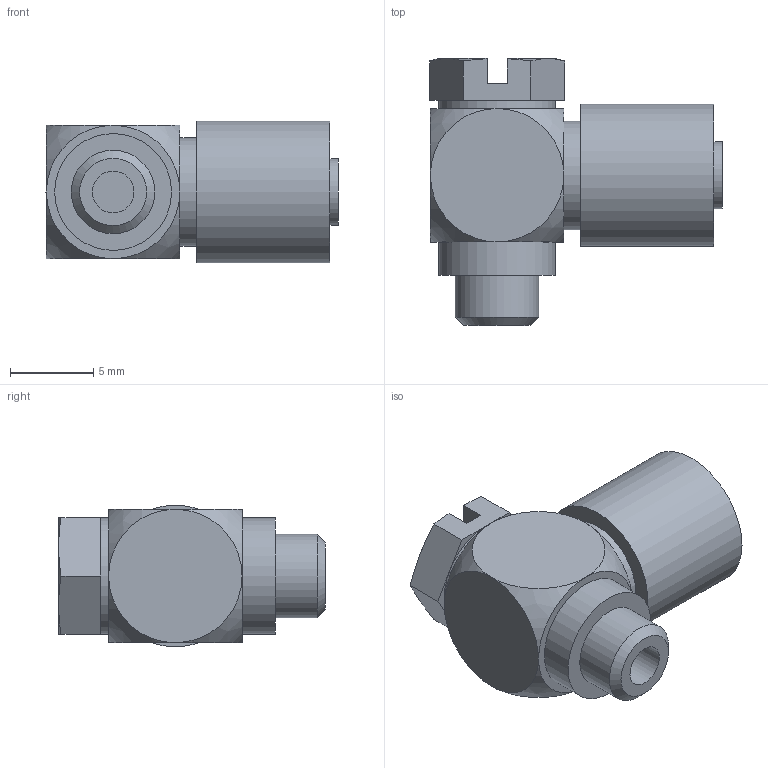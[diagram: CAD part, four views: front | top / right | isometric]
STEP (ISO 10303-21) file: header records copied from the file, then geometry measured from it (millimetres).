
FILE_DESCRIPTION( ( 'STEP AP214' ), '1' );
FILE_NAME( 'M-5HLH-6.stp', '2019-10-18T14:28:31', ( '' ), ( '' ), ' ', 'PARTsolutions', ' ' );
FILE_SCHEMA( ( 'AUTOMOTIVE_DESIGN { 1 0 10303 214 1 1 1 1 }' ) );
Length unit declared in the file: millimetre
Products named in the file (1): _M-5HLH-6
Bounding box: 17.54 x 16 x 8.5 mm (x, y, z)
Volume: 1152.5 mm3; surface area: 950.7 mm2
Topology: 1 solids, 1 shells, 53 faces, 105 edges, 62 vertices
Faces by surface type: plane 30, cylinder 8, sphere 8, cone 7
Full cylindrical faces by diameter (mm): 2.5 x2, 4 x1, 5 x1, 6.5 x1, 7 x2, 8.5 x1
Entity records: 1770 total; most frequent: CARTESIAN_POINT 260, DIRECTION 240, ORIENTED_EDGE 192, AXIS2_PLACEMENT_3D 106, EDGE_CURVE 96, EDGE_LOOP 70, VERTEX_POINT 62, FACE_OUTER_BOUND 61
